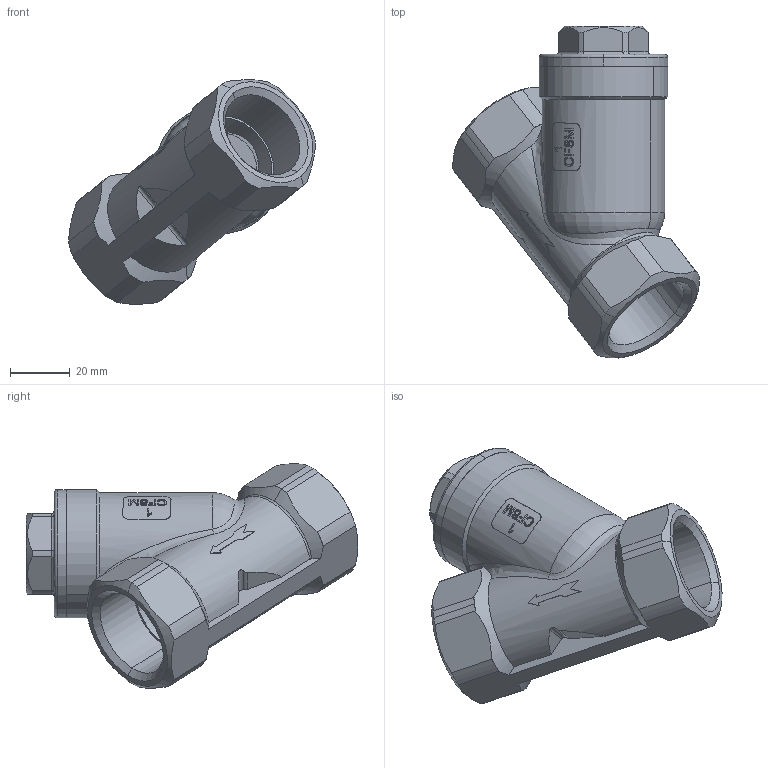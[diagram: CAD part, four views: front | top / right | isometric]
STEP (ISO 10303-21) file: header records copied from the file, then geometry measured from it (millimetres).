
FILE_DESCRIPTION (( 'STEP AP214' ), '1' );
FILE_NAME ('602 DN25.STEP', '2018-08-03T11:10:16', ( '' ), ( '' ), 'SwSTEP 2.0', 'SolidWorks 2015', '' );
FILE_SCHEMA (( 'AUTOMOTIVE_DESIGN' ));
Length unit declared in the file: millimetre
Products named in the file (8): ENG-025106___; ENG-025104___; ENG-025112___; ENG-025105___; ENG-025103___; 602 DN25; cross recessed ctsk head screws type b gb_GB_CROSS_SCREWS_TYPE136 M3X4-C; ENG-025107___
Assembly tree (7 placements, depth 2):
  602 DN25
    ENG-025103___
    ENG-025105___
    ENG-025104___
    ENG-025106___
    ENG-025107___
    cross recessed ctsk head screws type b gb_GB_CROSS_SCREWS_TYPE136 M3X4-C
    ENG-025112___
Bounding box: 82.77 x 111.23 x 75.18 mm (x, y, z)
Volume: 81492.7 mm3; surface area: 44210.4 mm2
Topology: 7 solids, 7 shells, 388 faces, 985 edges, 634 vertices
Faces by surface type: plane 122, cylinder 111, bspline 94, cone 40, torus 21
Entity records: 30576 total; most frequent: CARTESIAN_POINT 21558, ORIENTED_EDGE 1966, DIRECTION 1502, EDGE_CURVE 983, VERTEX_POINT 634, AXIS2_PLACEMENT_3D 593, EDGE_LOOP 427, FACE_OUTER_BOUND 388
